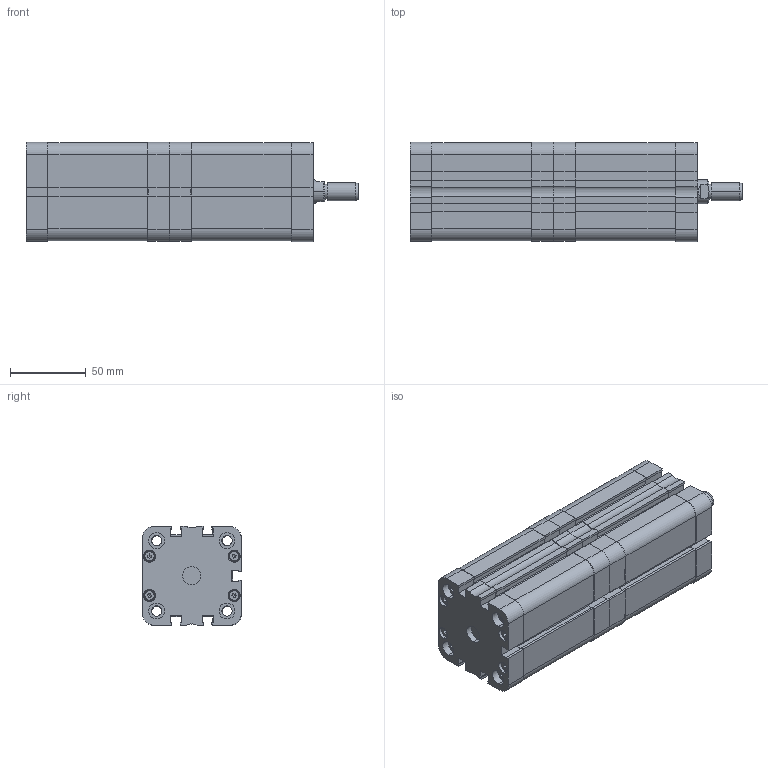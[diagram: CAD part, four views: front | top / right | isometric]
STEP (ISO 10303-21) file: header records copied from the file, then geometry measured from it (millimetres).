
FILE_DESCRIPTION (( 'STEP AP214' ), '1' );
FILE_NAME ('SM_019_050_0050_NP.STEP', '2019-11-22T07:40:15', ( '' ), ( '' ), 'SwSTEP 2.0', 'SolidWorks 2019', '' );
FILE_SCHEMA (( 'AUTOMOTIVE_DESIGN' ));
Length unit declared in the file: millimetre
Products named in the file (25): Pokrywa przód kpl^TANDEM_Pokrywa prz¢d kpl - D050; SM_019_050_0050_NP; Tuleja^TANDEM_Tuleja - D050; Kopia SMART - U. t³oczyska^Pokrywa przód kpl_TANDEM_U. tˆoczyska - D050; Kopia Magnes^T³ok kpl_TANDEM_Magnes D050; Kopia SMART - U. typ Oring - pokrywa^Pokrywa ty³ kpl_TANDEM 2_U. typ Oring - D050; socket head thin cap screw_din_DIN 7984 - M8 x 30 --- 26.25N; T硂k kpl^TANDEM_T坥k kpl - D050; Kopia SMART - U. typ Oring - pokrywa^Pokrywa przód kpl_TANDEM_U. typ Oring - D050; Kopia SMART - U. t³oka wklejana^T³ok kpl_TANDEM_U. tˆoka wklejana - D050; Kopia Pierœcieñ prowadz¹cy^T³ok kpl_TANDEM_Pier˜cieä prowadz¥cy D050; Kopia SMART - U. t³oka S^T³ok kpl_TANDEM_U. tˆoka S - D050; Kopia Pokrywa przód_Smart - Pok prz¢d - D050; Kopia Pokrywa ty³^Pokrywa ty³ kpl_TANDEM 2_Smart - Pok tyˆ - D050; Kopia SMART - U. t硂ka lu焠a^T硂k kpl_TANDEM_U. t坥ka lu玭a - D050; Kopia Tuleja prowadz¹ca^Pokrywa przód kpl_TANDEM_Tuleja prowadz¥ca - D050; socket set screw flat point_iso_ISO 4026 - M8 x 40-N; Pokrywa ty³ kpl^TANDEM 2_Pok tyˆ - D050; T³oczysko^TANDEM_Tˆoczysko - D050; socket head thin cap screw_din_DIN 7984 - M4 x 18 --- 15.9N; Kopia T硂k^T硂k kpl_TANDEM_T坥k - D050; T³oczysko^TANDEM - 2_Tˆoczysko - D050
Assembly tree (54 placements, depth 3):
  SM_019_050_0050_NP
    Pokrywa przód kpl^TANDEM_Pokrywa prz¢d kpl - D050
      Kopia Pokrywa przód_Smart - Pok prz¢d - D050
      Kopia SMART - U. typ Oring - pokrywa^Pokrywa przód kpl_TANDEM_U. typ Oring - D050
      Kopia Tuleja prowadz¹ca^Pokrywa przód kpl_TANDEM_Tuleja prowadz¥ca - D050
      Kopia SMART - U. t³oczyska^Pokrywa przód kpl_TANDEM_U. tˆoczyska - D050
    Tuleja^TANDEM_Tuleja - D050  x2
    T硂k kpl^TANDEM_T坥k kpl - D050
      Kopia T硂k^T硂k kpl_TANDEM_T坥k - D050
      Kopia Magnes^T³ok kpl_TANDEM_Magnes D050
      Kopia Pierœcieñ prowadz¹cy^T³ok kpl_TANDEM_Pier˜cieä prowadz¥cy D050
      Kopia SMART - U. t硂ka lu焠a^T硂k kpl_TANDEM_U. t坥ka lu玭a - D050
      Kopia SMART - U. t³oka wklejana^T³ok kpl_TANDEM_U. tˆoka wklejana - D050
      Kopia SMART - U. t³oka S^T³ok kpl_TANDEM_U. tˆoka S - D050
    T³oczysko^TANDEM_Tˆoczysko - D050
    socket head thin cap screw_din_DIN 7984 - M8 x 30 --- 26.25N
    socket head thin cap screw_din_DIN 7984 - M4 x 18 --- 15.9N  x16
    Pokrywa przód kpl^TANDEM_Pokrywa prz¢d kpl - D050
      Kopia Pokrywa przód_Smart - Pok prz¢d - D050
      Kopia SMART - U. typ Oring - pokrywa^Pokrywa przód kpl_TANDEM_U. typ Oring - D050
      Kopia Tuleja prowadz¹ca^Pokrywa przód kpl_TANDEM_Tuleja prowadz¥ca - D050
      Kopia SMART - U. t³oczyska^Pokrywa przód kpl_TANDEM_U. tˆoczyska - D050
    Pokrywa przód kpl^TANDEM_Pokrywa prz¢d kpl - D050
      Kopia Pokrywa przód_Smart - Pok prz¢d - D050
      Kopia SMART - U. typ Oring - pokrywa^Pokrywa przód kpl_TANDEM_U. typ Oring - D050
      Kopia Tuleja prowadz¹ca^Pokrywa przód kpl_TANDEM_Tuleja prowadz¥ca - D050
      Kopia SMART - U. t³oczyska^Pokrywa przód kpl_TANDEM_U. tˆoczyska - D050
    T硂k kpl^TANDEM_T坥k kpl - D050
      Kopia T硂k^T硂k kpl_TANDEM_T坥k - D050
      Kopia Magnes^T³ok kpl_TANDEM_Magnes D050
      Kopia Pierœcieñ prowadz¹cy^T³ok kpl_TANDEM_Pier˜cieä prowadz¥cy D050
      Kopia SMART - U. t硂ka lu焠a^T硂k kpl_TANDEM_U. t坥ka lu玭a - D050
      Kopia SMART - U. t³oka wklejana^T³ok kpl_TANDEM_U. tˆoka wklejana - D050
      Kopia SMART - U. t³oka S^T³ok kpl_TANDEM_U. tˆoka S - D050
    socket set screw flat point_iso_ISO 4026 - M8 x 40-N
    Pokrywa ty³ kpl^TANDEM 2_Pok tyˆ - D050
      Kopia Pokrywa ty³^Pokrywa ty³ kpl_TANDEM 2_Smart - Pok tyˆ - D050
      Kopia SMART - U. typ Oring - pokrywa^Pokrywa ty³ kpl_TANDEM 2_U. typ Oring - D050
    T³oczysko^TANDEM - 2_Tˆoczysko - D050
Bounding box: 219.7 x 65.75 x 65.75 mm (x, y, z)
Volume: 406426.9 mm3; surface area: 261682.7 mm2
Topology: 50 solids, 50 shells, 2148 faces, 5290 edges, 3397 vertices
Faces by surface type: plane 1053, cylinder 658, bspline 204, cone 165, torus 68
Entity records: 34110 total; most frequent: CARTESIAN_POINT 10765, ORIENTED_EDGE 4568, DIRECTION 4513, EDGE_CURVE 2284, AXIS2_PLACEMENT_3D 1584, VERTEX_POINT 1498, LINE 1345, VECTOR 1345
